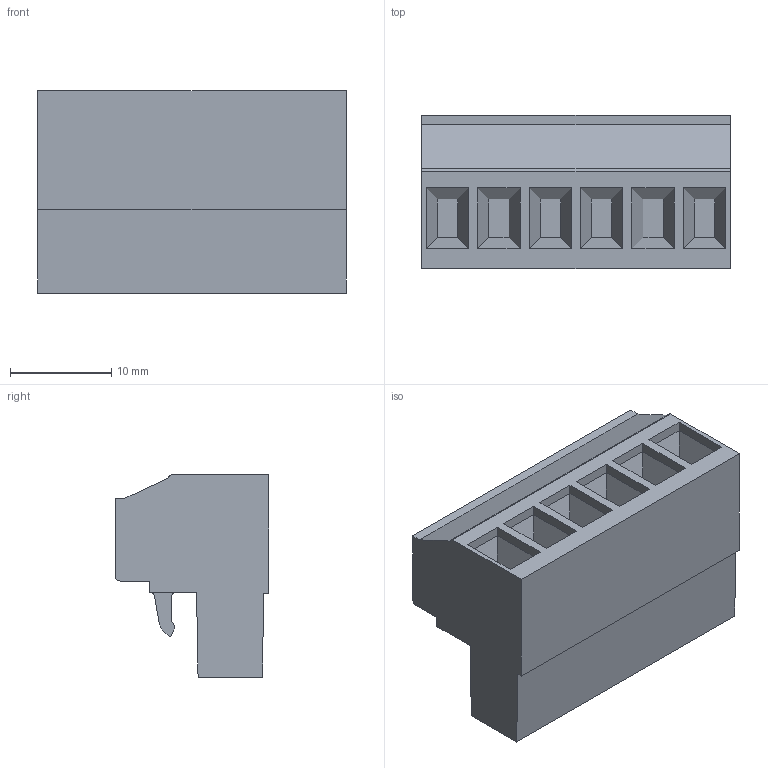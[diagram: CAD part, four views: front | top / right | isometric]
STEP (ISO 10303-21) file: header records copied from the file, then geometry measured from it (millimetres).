
FILE_DESCRIPTION(('CATIA V5 STEP','CAx-IF Rec.Pracs.--- Model Styling and Organization---1.2---2011-12-15'),'2;1');
FILE_NAME ('D1450571_0_1282160000_1282160000.stp','2018-09-01T15:17:36+00:00',('none'),('Weidmueller'),'CATIA Version 5-6 Release 2014','CATIA V5 STEP AP214','none');
FILE_SCHEMA(('AUTOMOTIVE_DESIGN { 1 0 10303 214 1 1 1 1 }'));
Length unit declared in the file: millimetre
Products named in the file (1): 1282160000
Bounding box: 30.48 x 15.2 x 20 mm (x, y, z)
Volume: 5892.7 mm3; surface area: 3317.4 mm2
Topology: 1 solids, 1 shells, 188 faces, 476 edges, 308 vertices
Faces by surface type: plane 164, cylinder 24
Entity records: 5120 total; most frequent: ORIENTED_EDGE 952, CARTESIAN_POINT 951, DIRECTION 664, EDGE_CURVE 476, VECTOR 380, LINE 380, VERTEX_POINT 308, EDGE_LOOP 206
